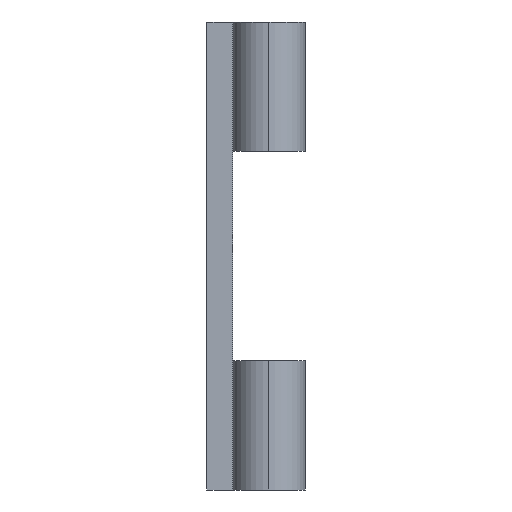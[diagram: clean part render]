
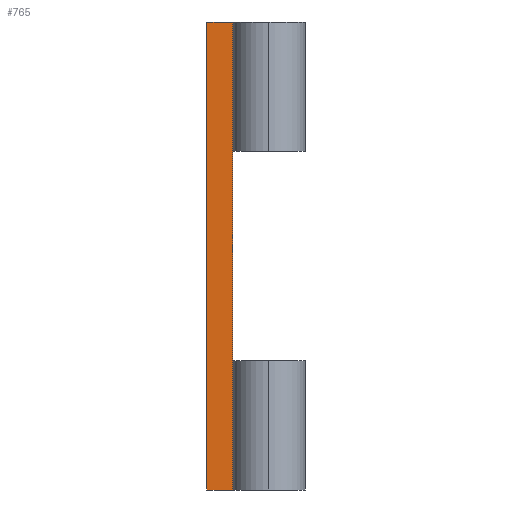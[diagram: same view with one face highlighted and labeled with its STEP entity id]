
A CAD part, left-side view. The second image highlights one B-rep face of the part: STEP entity #765.
In plain terms, the highlighted planar face has unit normal (-1, 0, 0).
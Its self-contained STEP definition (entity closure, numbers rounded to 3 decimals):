
#29 = DIRECTION ( 'NONE',  ( 0., 0., 1. ) ) ;
#31 = ORIENTED_EDGE ( 'NONE', *, *, #553, .T. ) ;
#38 = VECTOR ( 'NONE', #459, 1000. ) ;
#56 = AXIS2_PLACEMENT_3D ( 'NONE', #1187, #1267, #301 ) ;
#71 = VERTEX_POINT ( 'NONE', #958 ) ;
#164 = CARTESIAN_POINT ( 'NONE',  ( -320., 16., -145. ) ) ;
#190 = PLANE ( 'NONE',  #56 ) ;
#301 = DIRECTION ( 'NONE',  ( 0., 0., -1. ) ) ;
#352 = ORIENTED_EDGE ( 'NONE', *, *, #1064, .T. ) ;
#390 = CARTESIAN_POINT ( 'NONE',  ( -320., 16., 145. ) ) ;
#405 = ORIENTED_EDGE ( 'NONE', *, *, #571, .F. ) ;
#443 = VERTEX_POINT ( 'NONE', #390 ) ;
#451 = CARTESIAN_POINT ( 'NONE',  ( -320., 16., -145. ) ) ;
#459 = DIRECTION ( 'NONE',  ( 0., -1., 0. ) ) ;
#542 = VECTOR ( 'NONE', #996, 1000. ) ;
#553 = EDGE_CURVE ( 'NONE', #71, #968, #558, .T. ) ;
#555 = ORIENTED_EDGE ( 'NONE', *, *, #1041, .F. ) ;
#558 = LINE ( 'NONE', #897, #586 ) ;
#571 = EDGE_CURVE ( 'NONE', #1351, #443, #667, .T. ) ;
#586 = VECTOR ( 'NONE', #29, 1000. ) ;
#667 = LINE ( 'NONE', #451, #542 ) ;
#678 = LINE ( 'NONE', #692, #684 ) ;
#684 = VECTOR ( 'NONE', #1249, 1000. ) ;
#692 = CARTESIAN_POINT ( 'NONE',  ( -320., 16., 145. ) ) ;
#723 = FACE_OUTER_BOUND ( 'NONE', #950, .T. ) ;
#765 = ADVANCED_FACE ( 'NONE', ( #723 ), #190, .F. ) ;
#897 = CARTESIAN_POINT ( 'NONE',  ( -320., 0., -145. ) ) ;
#942 = CARTESIAN_POINT ( 'NONE',  ( -320., 16., -145. ) ) ;
#950 = EDGE_LOOP ( 'NONE', ( #31, #555, #405, #352 ) ) ;
#958 = CARTESIAN_POINT ( 'NONE',  ( -320., 0., -145. ) ) ;
#968 = VERTEX_POINT ( 'NONE', #1084 ) ;
#996 = DIRECTION ( 'NONE',  ( 0., 0., 1. ) ) ;
#1041 = EDGE_CURVE ( 'NONE', #443, #968, #678, .T. ) ;
#1064 = EDGE_CURVE ( 'NONE', #1351, #71, #1358, .T. ) ;
#1084 = CARTESIAN_POINT ( 'NONE',  ( -320., 0., 145. ) ) ;
#1187 = CARTESIAN_POINT ( 'NONE',  ( -320., 16., -145. ) ) ;
#1249 = DIRECTION ( 'NONE',  ( 0., -1., 0. ) ) ;
#1267 = DIRECTION ( 'NONE',  ( 1., 0., 0. ) ) ;
#1351 = VERTEX_POINT ( 'NONE', #164 ) ;
#1358 = LINE ( 'NONE', #942, #38 ) ;
